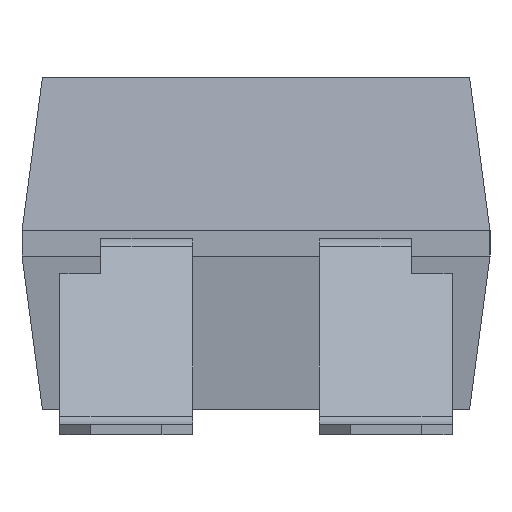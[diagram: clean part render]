
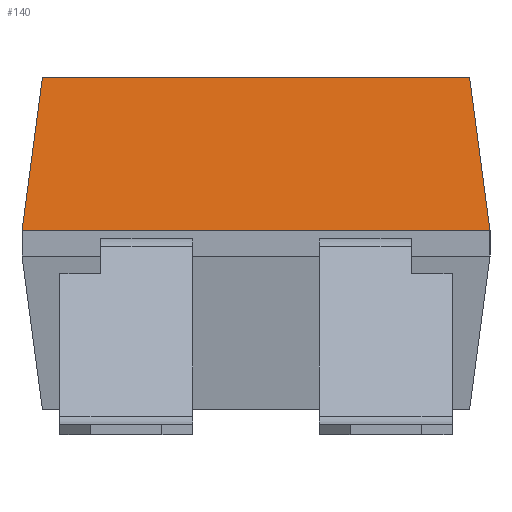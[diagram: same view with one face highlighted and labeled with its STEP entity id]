
A CAD part, left-side view. The second image highlights one B-rep face of the part: STEP entity #140.
In plain terms, the highlighted free-form (B-spline) face has degree [1, 1] with [2, 2] control points.
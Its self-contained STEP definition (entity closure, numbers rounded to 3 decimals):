
#22 = VERTEX_POINT('',#23);
#23 = CARTESIAN_POINT('',(-3.25,-2.29,2.025));
#39 = VERTEX_POINT('',#40);
#40 = CARTESIAN_POINT('',(-3.05,-2.09,3.525));
#46 = EDGE_CURVE('',#22,#39,#47,.T.);
#47 = B_SPLINE_CURVE_WITH_KNOTS('',1,(#48,#49),.UNSPECIFIED.,.F.,.F.,(2,
    2),(0.,1.),.PIECEWISE_BEZIER_KNOTS.);
#48 = CARTESIAN_POINT('',(-3.25,-2.29,2.025));
#49 = CARTESIAN_POINT('',(-3.05,-2.09,3.525));
#123 = VERTEX_POINT('',#124);
#124 = CARTESIAN_POINT('',(-3.05,2.09,3.525));
#130 = EDGE_CURVE('',#123,#39,#131,.T.);
#131 = LINE('',#132,#133);
#132 = CARTESIAN_POINT('',(-3.05,2.09,3.525));
#133 = VECTOR('',#134,1.);
#134 = DIRECTION('',(0.,-1.,0.));
#140 = ADVANCED_FACE('',(#141),#158,.T.);
#141 = FACE_BOUND('',#142,.T.);
#142 = EDGE_LOOP('',(#143,#151,#152,#153));
#143 = ORIENTED_EDGE('',*,*,#144,.T.);
#144 = EDGE_CURVE('',#145,#22,#147,.T.);
#145 = VERTEX_POINT('',#146);
#146 = CARTESIAN_POINT('',(-3.25,2.29,2.025));
#147 = LINE('',#148,#149);
#148 = CARTESIAN_POINT('',(-3.25,2.29,2.025));
#149 = VECTOR('',#150,1.);
#150 = DIRECTION('',(0.,-1.,0.));
#151 = ORIENTED_EDGE('',*,*,#46,.T.);
#152 = ORIENTED_EDGE('',*,*,#130,.F.);
#153 = ORIENTED_EDGE('',*,*,#154,.F.);
#154 = EDGE_CURVE('',#145,#123,#155,.T.);
#155 = B_SPLINE_CURVE_WITH_KNOTS('',1,(#156,#157),.UNSPECIFIED.,.F.,.F.,
  (2,2),(0.,1.),.PIECEWISE_BEZIER_KNOTS.);
#156 = CARTESIAN_POINT('',(-3.25,2.29,2.025));
#157 = CARTESIAN_POINT('',(-3.05,2.09,3.525));
#158 = B_SPLINE_SURFACE_WITH_KNOTS('',1,1,(
    (#159,#160)
    ,(#161,#162
    )),.UNSPECIFIED.,.F.,.F.,.F.,(2,2),(2,2),(0.,4.58),(0.,1.),
  .PIECEWISE_BEZIER_KNOTS.);
#159 = CARTESIAN_POINT('',(-3.25,2.29,2.025));
#160 = CARTESIAN_POINT('',(-3.05,2.09,3.525));
#161 = CARTESIAN_POINT('',(-3.25,-2.29,2.025));
#162 = CARTESIAN_POINT('',(-3.05,-2.09,3.525));
